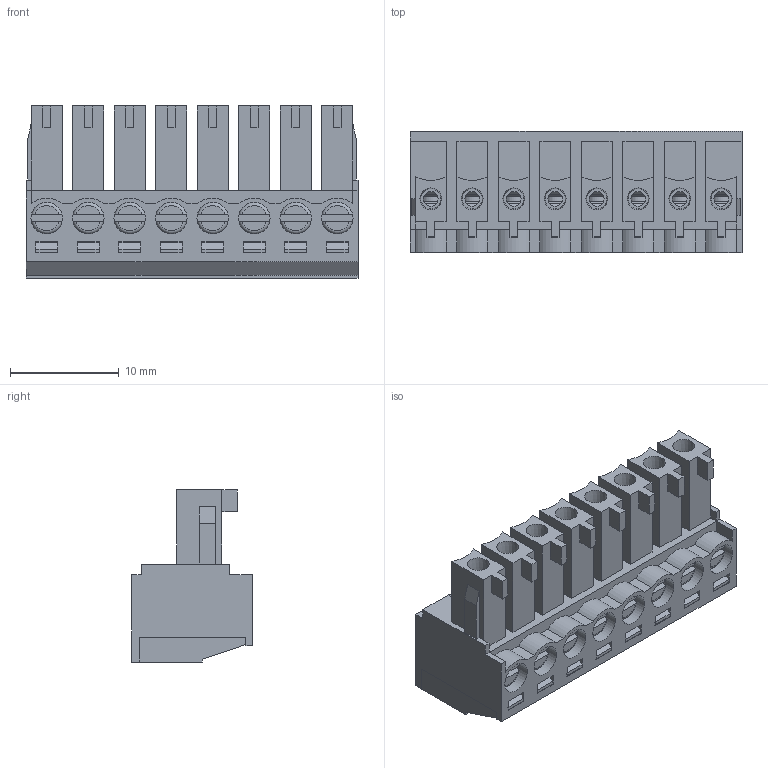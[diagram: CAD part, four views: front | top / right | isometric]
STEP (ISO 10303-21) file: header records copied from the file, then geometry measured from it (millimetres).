
FILE_DESCRIPTION( ( 'Unknown' ), '1' );
FILE_NAME( '691361300008.stp', 'Unknown', ( 'Unknown' ), ( 'Unknown' ), 'PSStep 14.0', 'Unknown', ' ' );
FILE_SCHEMA( ( 'AUTOMOTIVE_DESIGN { 1 0 10303 214 1 1 1 1 }' ) );
Length unit declared in the file: millimetre
Products named in the file (6): Assem1; 6913613000xx_PIN; 6913613000xx_VISSE; 6913613000xx_CAGE; 691361300008; 691361300008_CAPOT
Assembly tree (26 placements, depth 2):
  Assem1
    6913613000xx_PIN  x8
    6913613000xx_VISSE  x8
    6913613000xx_CAGE  x8
    691361300008
    691361300008_CAPOT
Bounding box: 30.48 x 11.1 x 15.8 mm (x, y, z)
Volume: 2231.7 mm3; surface area: 7252.7 mm2
Topology: 26 solids, 26 shells, 1210 faces, 3205 edges, 2093 vertices
Faces by surface type: plane 946, cylinder 224, torus 24, cone 16
Full cylindrical faces by diameter (mm): 1.35 x8, 1.9 x16, 2 x8, 2.9 x16
Entity records: 26148 total; most frequent: CARTESIAN_POINT 3664, ORIENTED_EDGE 3504, DIRECTION 3288, EDGE_CURVE 1752, LINE 1596, VECTOR 1596, VERTEX_POINT 1174, AXIS2_PLACEMENT_3D 846
